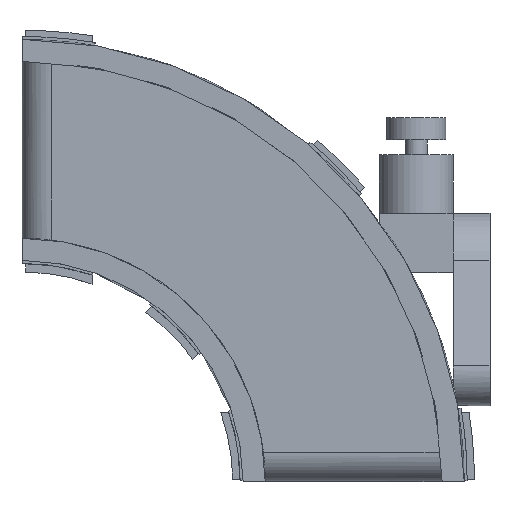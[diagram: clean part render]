
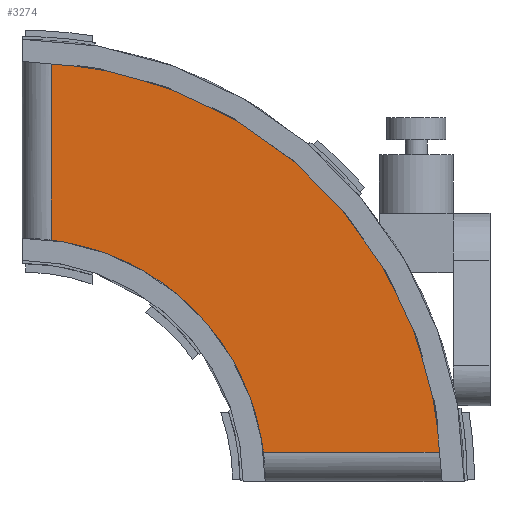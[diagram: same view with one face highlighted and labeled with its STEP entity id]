
A CAD part, top view. The second image highlights one B-rep face of the part: STEP entity #3274.
In plain terms, the highlighted planar face has unit normal (0, 0, 1).
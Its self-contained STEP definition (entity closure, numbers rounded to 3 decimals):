
#98=LINE('',#4776,#388);
#99=LINE('',#4779,#389);
#388=VECTOR('',#3857,10.);
#389=VECTOR('',#3860,10.);
#752=FACE_OUTER_BOUND('',#934,.T.);
#934=EDGE_LOOP('',(#2106,#2107,#2108,#2109));
#1124=CIRCLE('',#3488,330.);
#1125=CIRCLE('',#3489,570.);
#1272=VERTEX_POINT('',#4772);
#1273=VERTEX_POINT('',#4773);
#1274=VERTEX_POINT('',#4775);
#1275=VERTEX_POINT('',#4777);
#1595=EDGE_CURVE('',#1272,#1273,#1124,.T.);
#1596=EDGE_CURVE('',#1274,#1272,#98,.T.);
#1597=EDGE_CURVE('',#1275,#1274,#1125,.T.);
#1598=EDGE_CURVE('',#1273,#1275,#99,.T.);
#2106=ORIENTED_EDGE('',*,*,#1595,.F.);
#2107=ORIENTED_EDGE('',*,*,#1596,.F.);
#2108=ORIENTED_EDGE('',*,*,#1597,.F.);
#2109=ORIENTED_EDGE('',*,*,#1598,.F.);
#2981=PLANE('',#3487);
#3274=ADVANCED_FACE('',(#752),#2981,.T.);
#3487=AXIS2_PLACEMENT_3D('',#4771,#3853,#3854);
#3488=AXIS2_PLACEMENT_3D('',#4774,#3855,#3856);
#3489=AXIS2_PLACEMENT_3D('',#4778,#3858,#3859);
#3853=DIRECTION('center_axis',(0.,0.,1.));
#3854=DIRECTION('ref_axis',(1.,0.,0.));
#3855=DIRECTION('center_axis',(0.,0.,
1.));
#3856=DIRECTION('ref_axis',(0.121,0.993,0.));
#3857=DIRECTION('',(-1.,0.,0.));
#3858=DIRECTION('center_axis',(0.,0.,
-1.));
#3859=DIRECTION('ref_axis',(0.998,0.07,0.));
#3860=DIRECTION('',(0.,1.,0.));
#4771=CARTESIAN_POINT('Origin',(448.081,40.,-10.));
#4772=CARTESIAN_POINT('',(327.567,40.,-10.));
#4773=CARTESIAN_POINT('',(40.,327.567,-10.));
#4774=CARTESIAN_POINT('Origin',(0.,0.,
-10.));
#4775=CARTESIAN_POINT('',(568.595,40.,-10.));
#4776=CARTESIAN_POINT('',(450.,40.,-10.));
#4777=CARTESIAN_POINT('',(40.,568.595,-10.));
#4778=CARTESIAN_POINT('Origin',(0.,0.,
-10.));
#4779=CARTESIAN_POINT('',(40.,450.,-10.));
